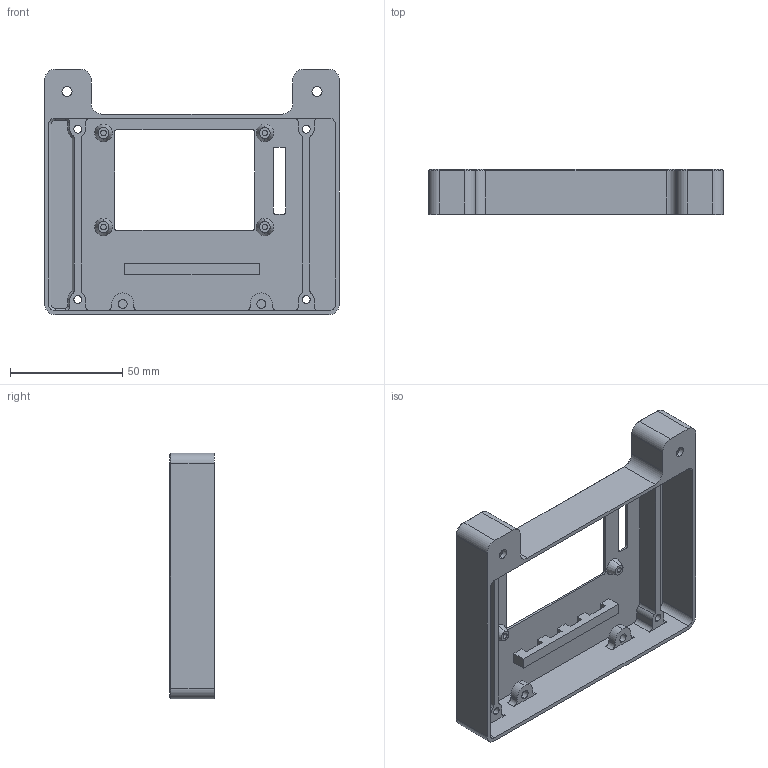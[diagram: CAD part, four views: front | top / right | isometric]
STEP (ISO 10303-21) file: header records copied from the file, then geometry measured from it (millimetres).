
FILE_DESCRIPTION (( 'STEP AP203' ), '1' );
FILE_NAME ('3D打印机控制板MKS Gen_L V2.0顶板.STEP', '2021-09-03T10:25:09', ( '' ), ( '' ), 'SwSTEP 2.0', 'SolidWorks 2018', '' );
FILE_SCHEMA (( 'CONFIG_CONTROL_DESIGN' ));
Length unit declared in the file: millimetre
Products named in the file (1): 3D打印机控制板MKS Gen_L V2.0顶板
Bounding box: 131.6 x 20 x 109.6 mm (x, y, z)
Volume: 46012.3 mm3; surface area: 43676.9 mm2
Topology: 1 solids, 1 shells, 206 faces, 538 edges, 342 vertices
Faces by surface type: plane 86, cylinder 80, cone 40
Entity records: 6459 total; most frequent: DIRECTION 1156, CARTESIAN_POINT 1087, ORIENTED_EDGE 1076, EDGE_CURVE 538, AXIS2_PLACEMENT_3D 411, VERTEX_POINT 342, VECTOR 334, LINE 334
